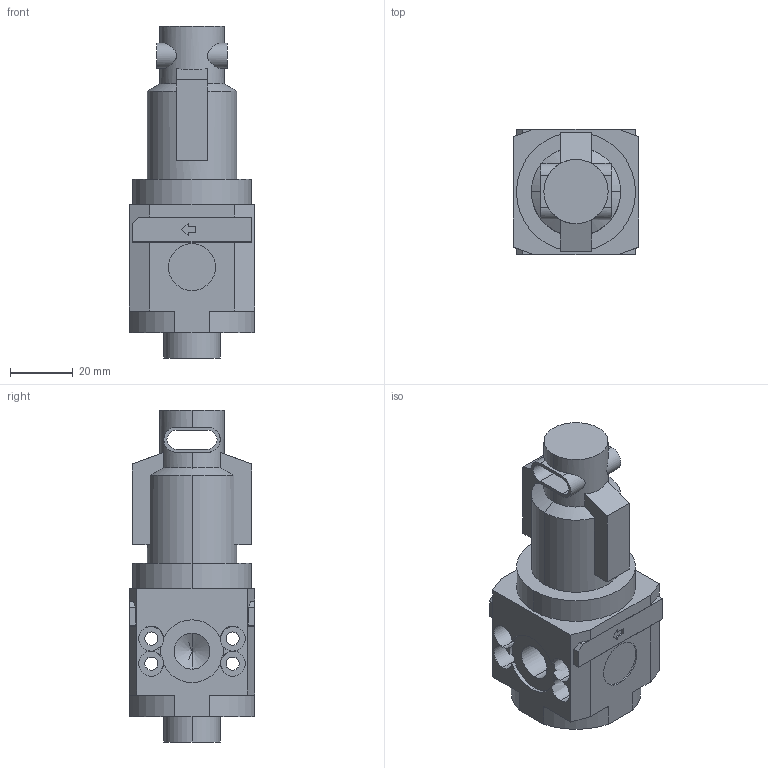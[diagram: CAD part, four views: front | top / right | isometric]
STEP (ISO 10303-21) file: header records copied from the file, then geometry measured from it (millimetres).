
FILE_DESCRIPTION((''),'2;1');
FILE_NAME('17030B.stp','2003-06-16T14:42:19',('maffial1'),(''),'Autodesk Inventor 7','Autodesk Inventor 7','');
FILE_SCHEMA(('AUTOMOTIVE_DESIGN { 1 0 10303 214 1 1 1 1 }'));
Length unit declared in the file: millimetre
Products named in the file (1): 17030B
Bounding box: 40 x 40 x 106 mm (x, y, z)
Volume: 92480.5 mm3; surface area: 24037.1 mm2
Topology: 1 solids, 3 shells, 174 faces, 456 edges, 290 vertices
Faces by surface type: bspline 85, plane 63, cylinder 22, cone 4
Entity records: 6135 total; most frequent: CARTESIAN_POINT 1970, ORIENTED_EDGE 912, DIRECTION 792, EDGE_CURVE 456, VERTEX_POINT 290, VECTOR 284, LINE 284, AXIS2_PLACEMENT_3D 254
